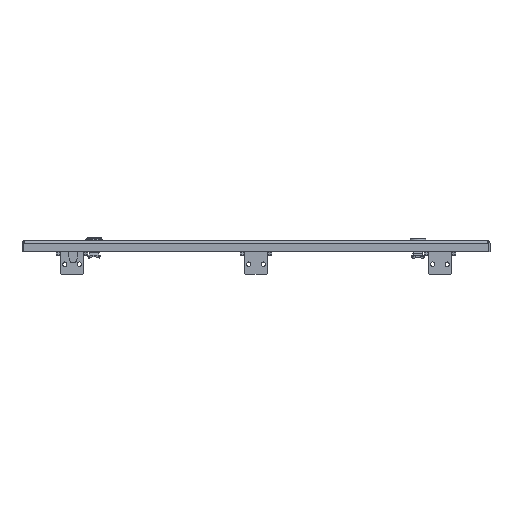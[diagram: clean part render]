
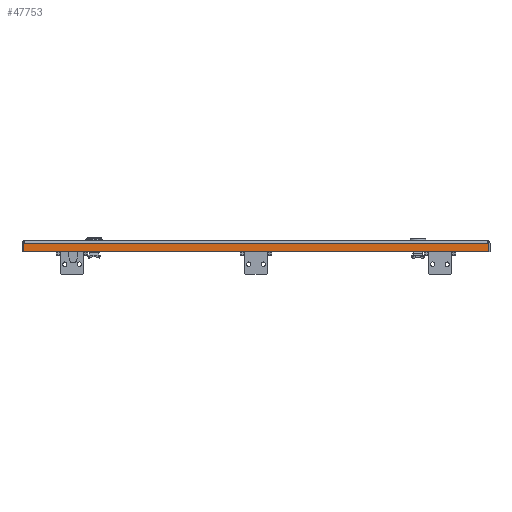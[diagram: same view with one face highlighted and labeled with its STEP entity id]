
A CAD part, left-side view. The second image highlights one B-rep face of the part: STEP entity #47753.
In plain terms, the highlighted planar face has unit normal (-1, 0, 0).
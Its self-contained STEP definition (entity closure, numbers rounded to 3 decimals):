
#2555 = EDGE_CURVE ( 'NONE', #5948, #28878, #60220, .T. ) ;
#5948 = VERTEX_POINT ( 'NONE', #40049 ) ;
#6673 = CARTESIAN_POINT ( 'NONE',  ( -394.5, -397.5, -18. ) ) ;
#10457 = ORIENTED_EDGE ( 'NONE', *, *, #36418, .T. ) ;
#10851 = EDGE_CURVE ( 'NONE', #14744, #61626, #53764, .T. ) ;
#10936 = VECTOR ( 'NONE', #63640, 1000. ) ;
#12227 = PLANE ( 'NONE',  #60285 ) ;
#13849 = DIRECTION ( 'NONE',  ( 0., 0., -1. ) ) ;
#14744 = VERTEX_POINT ( 'NONE', #20303 ) ;
#19285 = ORIENTED_EDGE ( 'NONE', *, *, #10851, .F. ) ;
#20303 = CARTESIAN_POINT ( 'NONE',  ( -394.5, 395.429, -4. ) ) ;
#20323 = CARTESIAN_POINT ( 'NONE',  ( -394.5, 395.429, -18. ) ) ;
#25230 = VECTOR ( 'NONE', #55954, 1000. ) ;
#26830 = EDGE_LOOP ( 'NONE', ( #19285, #10457, #37222, #52000 ) ) ;
#27752 = FACE_OUTER_BOUND ( 'NONE', #26830, .T. ) ;
#28878 = VERTEX_POINT ( 'NONE', #20323 ) ;
#30903 = CARTESIAN_POINT ( 'NONE',  ( -394.5, -397.5, -4. ) ) ;
#33753 = CARTESIAN_POINT ( 'NONE',  ( -394.5, 0., 0. ) ) ;
#36418 = EDGE_CURVE ( 'NONE', #14744, #28878, #56635, .T. ) ;
#37222 = ORIENTED_EDGE ( 'NONE', *, *, #2555, .F. ) ;
#38049 = DIRECTION ( 'NONE',  ( 0., 1., 0. ) ) ;
#40049 = CARTESIAN_POINT ( 'NONE',  ( -394.5, -395.429, -18. ) ) ;
#40463 = CARTESIAN_POINT ( 'NONE',  ( -394.5, 395.429, 0. ) ) ;
#45342 = DIRECTION ( 'NONE',  ( 0., 0., -1. ) ) ;
#47753 = ADVANCED_FACE ( 'NONE', ( #27752 ), #12227, .F. ) ;
#51924 = CARTESIAN_POINT ( 'NONE',  ( -394.5, -395.429, -4. ) ) ;
#52000 = ORIENTED_EDGE ( 'NONE', *, *, #60154, .F. ) ;
#53764 = LINE ( 'NONE', #30903, #10936 ) ;
#55203 = DIRECTION ( 'NONE',  ( 1., 0., 0. ) ) ;
#55954 = DIRECTION ( 'NONE',  ( 0., 0., -1. ) ) ;
#56635 = LINE ( 'NONE', #40463, #25230 ) ;
#57287 = VECTOR ( 'NONE', #13849, 1000. ) ;
#57526 = CARTESIAN_POINT ( 'NONE',  ( -394.5, -395.429, -2. ) ) ;
#57940 = VECTOR ( 'NONE', #38049, 1000. ) ;
#60154 = EDGE_CURVE ( 'NONE', #61626, #5948, #62116, .T. ) ;
#60220 = LINE ( 'NONE', #6673, #57940 ) ;
#60285 = AXIS2_PLACEMENT_3D ( 'NONE', #33753, #55203, #45342 ) ;
#61626 = VERTEX_POINT ( 'NONE', #51924 ) ;
#62116 = LINE ( 'NONE', #57526, #57287 ) ;
#63640 = DIRECTION ( 'NONE',  ( 0., -1., 0. ) ) ;
